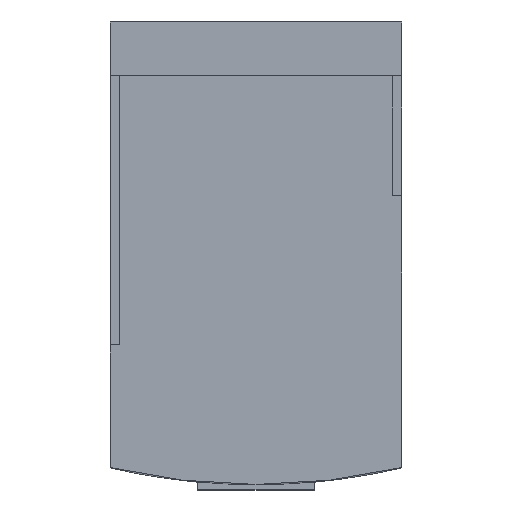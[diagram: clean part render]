
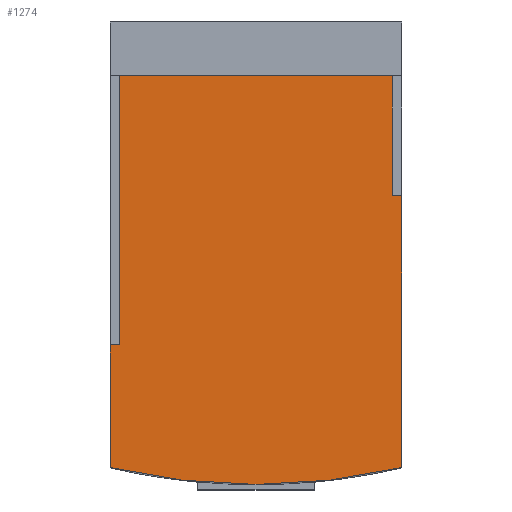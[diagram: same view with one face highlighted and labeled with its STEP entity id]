
A CAD part, top view. The second image highlights one B-rep face of the part: STEP entity #1274.
In plain terms, the highlighted planar face has unit normal (0, 0, 1).
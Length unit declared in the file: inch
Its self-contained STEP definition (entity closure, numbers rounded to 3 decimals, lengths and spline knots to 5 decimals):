
#44 = CARTESIAN_POINT ( 'NONE',  ( 0.82677, 2.48031, 0. ) ) ;
#209 = LINE ( 'NONE', #4521, #3030 ) ;
#258 = VERTEX_POINT ( 'NONE', #5395 ) ;
#301 = DIRECTION ( 'NONE',  ( 0., -1., 0. ) ) ;
#374 = CARTESIAN_POINT ( 'NONE',  ( -0.88583, 2.48031, 0. ) ) ;
#382 = CARTESIAN_POINT ( 'NONE',  ( -0.88583, 2.48031, 0. ) ) ;
#513 = CARTESIAN_POINT ( 'NONE',  ( 0.82677, 1.75197, 0. ) ) ;
#626 = VERTEX_POINT ( 'NONE', #2174 ) ;
#750 = AXIS2_PLACEMENT_3D ( 'NONE', #1740, #1301, #5658 ) ;
#770 = DIRECTION ( 'NONE',  ( 1., 0., 0. ) ) ;
#981 = ORIENTED_EDGE ( 'NONE', *, *, #2200, .T. ) ;
#1051 = EDGE_CURVE ( 'NONE', #5849, #626, #4727, .T. ) ;
#1204 = DIRECTION ( 'NONE',  ( 1., 0., 0. ) ) ;
#1274 = ADVANCED_FACE ( 'NONE', ( #1658 ), #6059, .T. ) ;
#1301 = DIRECTION ( 'NONE',  ( 0., 0., 1. ) ) ;
#1367 = VERTEX_POINT ( 'NONE', #3793 ) ;
#1471 = LINE ( 'NONE', #1603, #4806 ) ;
#1564 = DIRECTION ( 'NONE',  ( 0., 1., 0. ) ) ;
#1590 = DIRECTION ( 'NONE',  ( 0., 1., 0. ) ) ;
#1603 = CARTESIAN_POINT ( 'NONE',  ( 0.82677, 1.75197, 0. ) ) ;
#1658 = FACE_OUTER_BOUND ( 'NONE', #6116, .T. ) ;
#1740 = CARTESIAN_POINT ( 'NONE',  ( 0., 3.88409, 0. ) ) ;
#1818 = VERTEX_POINT ( 'NONE', #4032 ) ;
#1903 = DIRECTION ( 'NONE',  ( -1., 0., 0. ) ) ;
#1977 = VERTEX_POINT ( 'NONE', #5663 ) ;
#2101 = VECTOR ( 'NONE', #1903, 39.37008 ) ;
#2118 = ORIENTED_EDGE ( 'NONE', *, *, #4512, .T. ) ;
#2152 = ORIENTED_EDGE ( 'NONE', *, *, #5292, .T. ) ;
#2174 = CARTESIAN_POINT ( 'NONE',  ( -0.82677, 2.48031, 0. ) ) ;
#2200 = EDGE_CURVE ( 'NONE', #1818, #258, #5592, .T. ) ;
#2269 = LINE ( 'NONE', #4171, #5182 ) ;
#2301 = VECTOR ( 'NONE', #1590, 39.37008 ) ;
#2327 = LINE ( 'NONE', #3301, #4791 ) ;
#2345 = DIRECTION ( 'NONE',  ( 0., -1., 0. ) ) ;
#2552 = EDGE_CURVE ( 'NONE', #6259, #5849, #209, .T. ) ;
#2621 = EDGE_CURVE ( 'NONE', #2648, #1977, #2269, .T. ) ;
#2648 = VERTEX_POINT ( 'NONE', #5617 ) ;
#2905 = EDGE_CURVE ( 'NONE', #258, #1367, #5992, .T. ) ;
#3030 = VECTOR ( 'NONE', #1564, 39.37008 ) ;
#3168 = ORIENTED_EDGE ( 'NONE', *, *, #2905, .T. ) ;
#3301 = CARTESIAN_POINT ( 'NONE',  ( -0.82677, 2.48031, 0. ) ) ;
#3444 = DIRECTION ( 'NONE',  ( 1., 0., 0. ) ) ;
#3483 = VECTOR ( 'NONE', #2345, 39.37008 ) ;
#3622 = CARTESIAN_POINT ( 'NONE',  ( -0.88583, 2.48031, 0. ) ) ;
#3793 = CARTESIAN_POINT ( 'NONE',  ( 0.88583, 1.75197, 0. ) ) ;
#4032 = CARTESIAN_POINT ( 'NONE',  ( -0.88583, 0.10236, 0. ) ) ;
#4171 = CARTESIAN_POINT ( 'NONE',  ( -0.88583, 0.84646, 0. ) ) ;
#4237 = EDGE_CURVE ( 'NONE', #6259, #1367, #1471, .T. ) ;
#4512 = EDGE_CURVE ( 'NONE', #626, #1977, #2327, .T. ) ;
#4521 = CARTESIAN_POINT ( 'NONE',  ( 0.82677, 2.48031, 0. ) ) ;
#4720 = ORIENTED_EDGE ( 'NONE', *, *, #4237, .F. ) ;
#4727 = LINE ( 'NONE', #382, #2101 ) ;
#4791 = VECTOR ( 'NONE', #301, 39.37008 ) ;
#4806 = VECTOR ( 'NONE', #3444, 39.37008 ) ;
#4854 = LINE ( 'NONE', #374, #3483 ) ;
#4891 = ORIENTED_EDGE ( 'NONE', *, *, #2621, .F. ) ;
#5001 = ORIENTED_EDGE ( 'NONE', *, *, #2552, .T. ) ;
#5156 = DIRECTION ( 'NONE',  ( 0., 0., 1. ) ) ;
#5181 = AXIS2_PLACEMENT_3D ( 'NONE', #3622, #5156, #770 ) ;
#5182 = VECTOR ( 'NONE', #1204, 39.37008 ) ;
#5292 = EDGE_CURVE ( 'NONE', #2648, #1818, #4854, .T. ) ;
#5395 = CARTESIAN_POINT ( 'NONE',  ( 0.88583, 0.10236, 0. ) ) ;
#5592 = CIRCLE ( 'NONE', #750, 3.88409 ) ;
#5617 = CARTESIAN_POINT ( 'NONE',  ( -0.88583, 0.84646, 0. ) ) ;
#5658 = DIRECTION ( 'NONE',  ( -1., 0., 0. ) ) ;
#5663 = CARTESIAN_POINT ( 'NONE',  ( -0.82677, 0.84646, 0. ) ) ;
#5849 = VERTEX_POINT ( 'NONE', #44 ) ;
#5992 = LINE ( 'NONE', #6057, #2301 ) ;
#6057 = CARTESIAN_POINT ( 'NONE',  ( 0.88583, 2.48031, 0. ) ) ;
#6059 = PLANE ( 'NONE',  #5181 ) ;
#6116 = EDGE_LOOP ( 'NONE', ( #4720, #5001, #6257, #2118, #4891, #2152, #981, #3168 ) ) ;
#6257 = ORIENTED_EDGE ( 'NONE', *, *, #1051, .T. ) ;
#6259 = VERTEX_POINT ( 'NONE', #513 ) ;
